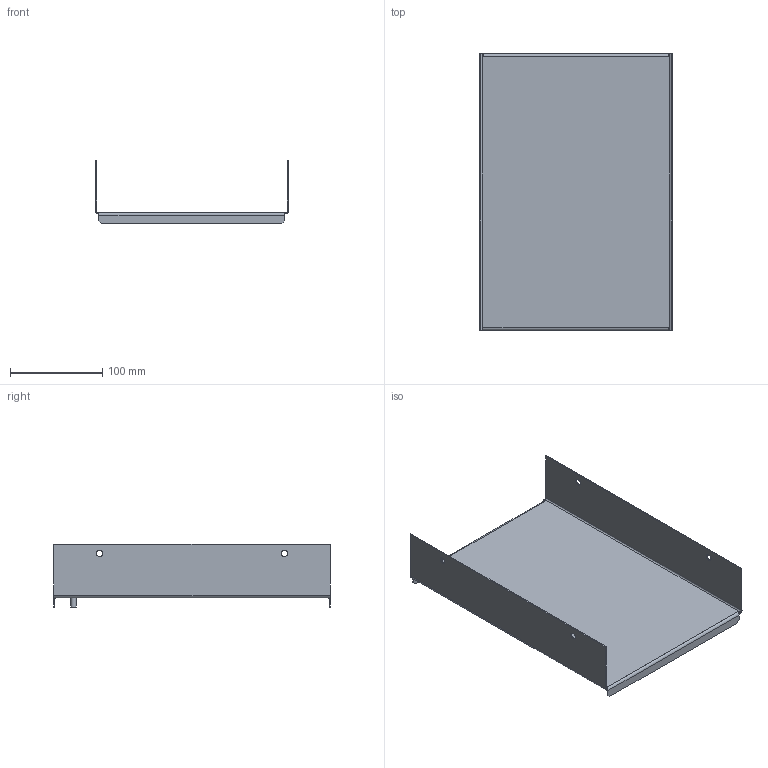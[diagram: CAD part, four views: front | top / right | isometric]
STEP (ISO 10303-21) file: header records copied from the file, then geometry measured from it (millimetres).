
FILE_DESCRIPTION(/* description */ (''),/* implementation_level */ '2;1');
FILE_NAME(/* name */ 'TCF3030.stp',/* time_stamp */ '2017-06-09T11:32:01+02:00',/* author */ (''),/* organization */ (''),/* preprocessor_version */ 'ST-DEVELOPER v15',/* originating_system */ 'SIEMENS PLM Software NX 9.0',/* authorisation */ '');
FILE_SCHEMA (('CONFIG_CONTROL_DESIGN'));
Length unit declared in the file: millimetre
Products named in the file (3): 91355_PernoM6x10; Tapa_Modulo_Embarrado; TCF3040_stp
Assembly tree (2 placements, depth 2):
  TCF3040_stp
    Tapa_Modulo_Embarrado
    91355_PernoM6x10
Bounding box: 209 x 299.5 x 68.8 mm (x, y, z)
Volume: 120090.5 mm3; surface area: 201569.9 mm2
Topology: 2 solids, 2 shells, 45 faces, 119 edges, 78 vertices
Faces by surface type: plane 32, cylinder 11, bspline 2
Full cylindrical faces by diameter (mm): 6 x1, 7 x2
Entity records: 1835 total; most frequent: CARTESIAN_POINT 389, ORIENTED_EDGE 238, DIRECTION 233, EDGE_CURVE 119, LINE 85, VECTOR 85, VERTEX_POINT 78, AXIS2_PLACEMENT_3D 74
